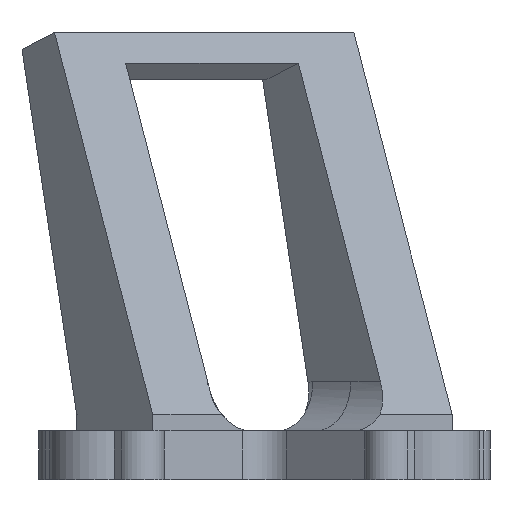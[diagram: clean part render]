
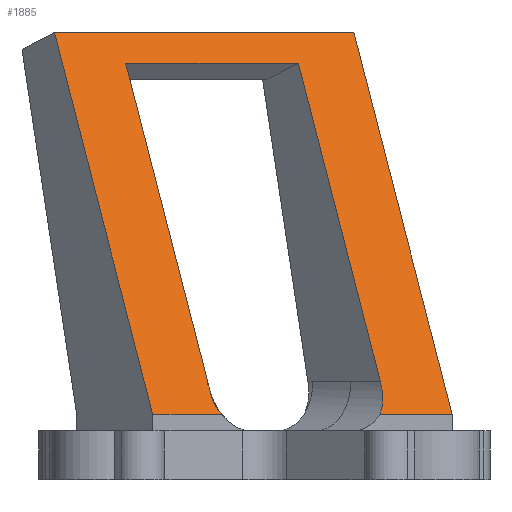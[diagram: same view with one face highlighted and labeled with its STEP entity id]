
A CAD part, left-side view. The second image highlights one B-rep face of the part: STEP entity #1885.
In plain terms, the highlighted planar face has unit normal (-0.664, -0.664, 0.342).
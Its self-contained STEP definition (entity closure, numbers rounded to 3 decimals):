
#17=ELLIPSE('',#2037,3.193,3.);
#22=B_SPLINE_CURVE_WITH_KNOTS('',3,(#3129,#3130,#3131,#3132,#3133,#3134,
#3135,#3136,#3137,#3138,#3139,#3140,#3141,#3142),.UNSPECIFIED.,.F.,.F.,
(4,2,2,2,2,2,4),(0.,0.,0.,0.001,
0.003,0.006,0.007),
 .UNSPECIFIED.);
#216=FACE_OUTER_BOUND('',#315,.T.);
#315=EDGE_LOOP('',(#1556,#1557,#1558,#1559,#1560,#1561,#1562,#1563,#1564,
#1565,#1566));
#443=LINE('',#2874,#638);
#465=LINE('',#2925,#660);
#471=LINE('',#2945,#666);
#491=LINE('',#3046,#686);
#499=LINE('',#3128,#694);
#503=LINE('',#3150,#698);
#516=LINE('',#3177,#711);
#517=LINE('',#3179,#712);
#519=LINE('',#3182,#714);
#638=VECTOR('',#2292,10.);
#660=VECTOR('',#2348,10.);
#666=VECTOR('',#2356,10.);
#686=VECTOR('',#2448,10.);
#694=VECTOR('',#2468,10.);
#698=VECTOR('',#2474,10.);
#711=VECTOR('',#2503,10.);
#712=VECTOR('',#2506,10.);
#714=VECTOR('',#2510,10.);
#847=VERTEX_POINT('',#2871);
#848=VERTEX_POINT('',#2873);
#859=VERTEX_POINT('',#2922);
#860=VERTEX_POINT('',#2924);
#865=VERTEX_POINT('',#2936);
#890=VERTEX_POINT('',#3020);
#891=VERTEX_POINT('',#3022);
#893=VERTEX_POINT('',#3045);
#898=VERTEX_POINT('',#3056);
#903=VERTEX_POINT('',#3127);
#906=VERTEX_POINT('',#3148);
#1047=EDGE_CURVE('',#847,#848,#443,.T.);
#1073=EDGE_CURVE('',#859,#860,#465,.T.);
#1080=EDGE_CURVE('',#865,#859,#471,.T.);
#1118=EDGE_CURVE('',#891,#890,#17,.F.);
#1122=EDGE_CURVE('',#893,#891,#491,.T.);
#1135=EDGE_CURVE('',#903,#898,#499,.T.);
#1136=EDGE_CURVE('',#903,#865,#22,.T.);
#1140=EDGE_CURVE('',#898,#906,#503,.T.);
#1154=EDGE_CURVE('',#906,#893,#516,.T.);
#1155=EDGE_CURVE('',#848,#890,#517,.T.);
#1157=EDGE_CURVE('',#847,#860,#519,.T.);
#1556=ORIENTED_EDGE('',*,*,#1135,.T.);
#1557=ORIENTED_EDGE('',*,*,#1140,.T.);
#1558=ORIENTED_EDGE('',*,*,#1154,.T.);
#1559=ORIENTED_EDGE('',*,*,#1122,.T.);
#1560=ORIENTED_EDGE('',*,*,#1118,.T.);
#1561=ORIENTED_EDGE('',*,*,#1155,.F.);
#1562=ORIENTED_EDGE('',*,*,#1047,.F.);
#1563=ORIENTED_EDGE('',*,*,#1157,.T.);
#1564=ORIENTED_EDGE('',*,*,#1073,.F.);
#1565=ORIENTED_EDGE('',*,*,#1080,.F.);
#1566=ORIENTED_EDGE('',*,*,#1136,.F.);
#1802=PLANE('',#2056);
#1885=ADVANCED_FACE('',(#216),#1802,.T.);
#2037=AXIS2_PLACEMENT_3D('',#3023,#2441,#2442);
#2056=AXIS2_PLACEMENT_3D('',#3181,#2508,#2509);
#2292=DIRECTION('',(-0.242,-0.242,-0.94));
#2348=DIRECTION('',(0.242,0.242,0.94));
#2356=DIRECTION('',(-0.707,0.707,0.));
#2441=DIRECTION('center_axis',(-0.664,-0.664,0.342));
#2442=DIRECTION('ref_axis',(-0.242,-0.242,-0.94));
#2448=DIRECTION('',(-0.242,-0.242,-0.94));
#2468=DIRECTION('',(0.242,0.242,0.94));
#2474=DIRECTION('',(0.242,0.242,0.94));
#2503=DIRECTION('',(0.707,-0.707,0.));
#2506=DIRECTION('',(-0.707,0.707,0.));
#2508=DIRECTION('center_axis',(-0.664,-0.664,0.342));
#2509=DIRECTION('ref_axis',(0.242,0.242,0.94));
#2510=DIRECTION('',(-0.707,0.707,0.));
#2871=CARTESIAN_POINT('',(12.894,-5.491,27.449));
#2873=CARTESIAN_POINT('',(6.859,-11.526,4.));
#2874=CARTESIAN_POINT('',(6.859,-11.526,4.));
#2922=CARTESIAN_POINT('',(-11.526,6.859,4.));
#2924=CARTESIAN_POINT('',(-5.491,12.894,27.449));
#2925=CARTESIAN_POINT('',(-11.526,6.859,4.));
#2936=CARTESIAN_POINT('',(-7.29,2.623,4.));
#2945=CARTESIAN_POINT('',(-2.333,-2.333,4.));
#3020=CARTESIAN_POINT('',(2.43,-7.097,4.));
#3022=CARTESIAN_POINT('',(3.485,-7.122,6.));
#3023=CARTESIAN_POINT('Origin',(1.363,-5.001,6.));
#3045=CARTESIAN_POINT('',(8.521,-2.085,25.57));
#3046=CARTESIAN_POINT('',(4.422,-6.185,9.641));
#3056=CARTESIAN_POINT('',(-7.122,3.485,6.));
#3127=CARTESIAN_POINT('',(-7.386,3.221,4.974));
#3128=CARTESIAN_POINT('',(-6.185,4.422,9.641));
#3129=CARTESIAN_POINT('Ctrl Pts',(-7.386,3.221,4.974));
#3130=CARTESIAN_POINT('Ctrl Pts',(-7.386,3.221,4.974));
#3131=CARTESIAN_POINT('Ctrl Pts',(-7.386,3.22,4.974));
#3132=CARTESIAN_POINT('Ctrl Pts',(-7.386,3.22,4.973));
#3133=CARTESIAN_POINT('Ctrl Pts',(-7.388,3.219,4.968));
#3134=CARTESIAN_POINT('Ctrl Pts',(-7.392,3.212,4.945));
#3135=CARTESIAN_POINT('Ctrl Pts',(-7.395,3.207,4.931));
#3136=CARTESIAN_POINT('Ctrl Pts',(-7.407,3.177,4.849));
#3137=CARTESIAN_POINT('Ctrl Pts',(-7.416,3.132,4.744));
#3138=CARTESIAN_POINT('Ctrl Pts',(-7.406,2.984,4.476));
#3139=CARTESIAN_POINT('Ctrl Pts',(-7.386,2.895,4.341));
#3140=CARTESIAN_POINT('Ctrl Pts',(-7.338,2.744,4.142));
#3141=CARTESIAN_POINT('Ctrl Pts',(-7.316,2.684,4.069));
#3142=CARTESIAN_POINT('Ctrl Pts',(-7.29,2.623,4.));
#3148=CARTESIAN_POINT('',(-2.085,8.521,25.57));
#3150=CARTESIAN_POINT('',(-6.185,4.422,9.641));
#3177=CARTESIAN_POINT('',(3.218,3.218,25.57));
#3179=CARTESIAN_POINT('',(-2.333,-2.333,4.));
#3181=CARTESIAN_POINT('Origin',(-2.333,-2.333,4.));
#3182=CARTESIAN_POINT('',(3.702,3.702,27.449));
